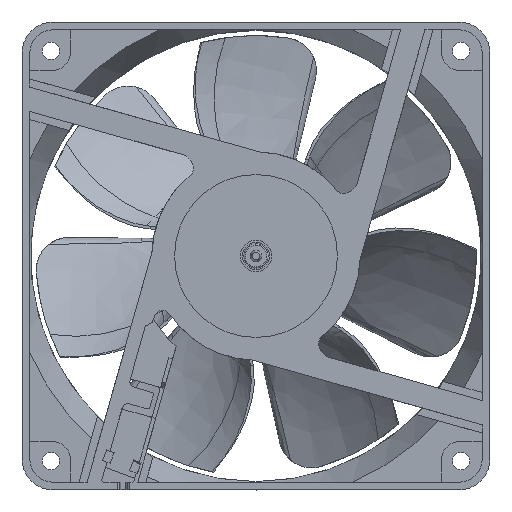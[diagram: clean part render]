
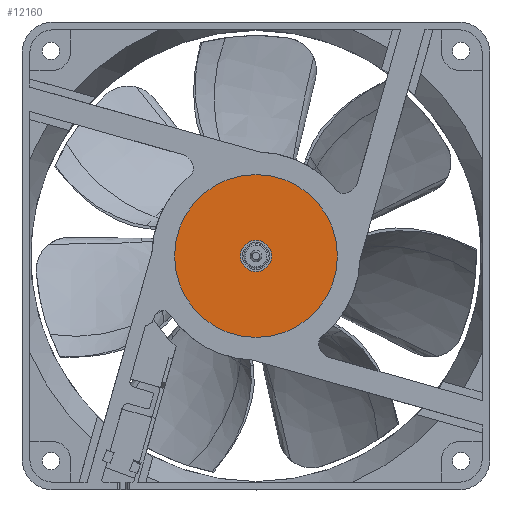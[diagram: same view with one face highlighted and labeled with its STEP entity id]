
A CAD part, front view. The second image highlights one B-rep face of the part: STEP entity #12160.
In plain terms, the highlighted planar face has unit normal (0, -1, 0).
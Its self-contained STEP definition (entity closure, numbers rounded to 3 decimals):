
#4732=CARTESIAN_POINT('',(0.,0.15,0.));
#4733=DIRECTION('',(0.,-1.,0.));
#4734=DIRECTION('',(0.,0.,-1.));
#4735=AXIS2_PLACEMENT_3D('',#4732,#4733,#4734);
#4737=CARTESIAN_POINT('',(0.,0.15,0.));
#4738=DIRECTION('',(0.,-1.,0.));
#4739=DIRECTION('',(0.,0.,1.));
#4740=AXIS2_PLACEMENT_3D('',#4737,#4738,#4739);
#4742=CARTESIAN_POINT('',(0.,0.15,0.));
#4743=DIRECTION('',(0.,1.,0.));
#4744=DIRECTION('',(0.,0.,-1.));
#4745=AXIS2_PLACEMENT_3D('',#4742,#4743,#4744);
#4747=CARTESIAN_POINT('',(0.,0.15,0.));
#4748=DIRECTION('',(0.,1.,0.));
#4749=DIRECTION('',(0.,0.,1.));
#4750=AXIS2_PLACEMENT_3D('',#4747,#4748,#4749);
#4980=CARTESIAN_POINT('',(0.,0.15,4.005));
#4982=VERTEX_POINT('',#4980);
#5249=CARTESIAN_POINT('',(0.,0.15,20.875));
#5250=CARTESIAN_POINT('',(0.,0.15,-20.875));
#5251=VERTEX_POINT('',#5249);
#5252=VERTEX_POINT('',#5250);
#5990=CARTESIAN_POINT('',(0.,0.15,-4.005));
#5991=VERTEX_POINT('',#5990);
#12145=CARTESIAN_POINT('',(0.,0.15,0.));
#12146=DIRECTION('',(0.,-1.,0.));
#12147=DIRECTION('',(0.,0.,-1.));
#12148=AXIS2_PLACEMENT_3D('',#12145,#12146,#12147);
#12149=PLANE('',#12148);
#12151=ORIENTED_EDGE('',*,*,#12150,.F.);
#12153=ORIENTED_EDGE('',*,*,#12152,.F.);
#12154=EDGE_LOOP('',(#12151,#12153));
#12155=FACE_OUTER_BOUND('',#12154,.F.);
#12156=ORIENTED_EDGE('',*,*,#12139,.F.);
#12157=ORIENTED_EDGE('',*,*,#12124,.F.);
#12158=EDGE_LOOP('',(#12156,#12157));
#12159=FACE_BOUND('',#12158,.F.);
#4736=CIRCLE('',#4735,20.875);
#4741=CIRCLE('',#4740,20.875);
#4746=CIRCLE('',#4745,4.005);
#4751=CIRCLE('',#4750,4.005);
#12124=EDGE_CURVE('',#4982,#5991,#4751,.T.);
#12139=EDGE_CURVE('',#5991,#4982,#4746,.T.);
#12150=EDGE_CURVE('',#5252,#5251,#4736,.T.);
#12152=EDGE_CURVE('',#5251,#5252,#4741,.T.);
#12160=ADVANCED_FACE('',(#12155,#12159),#12149,.T.);
